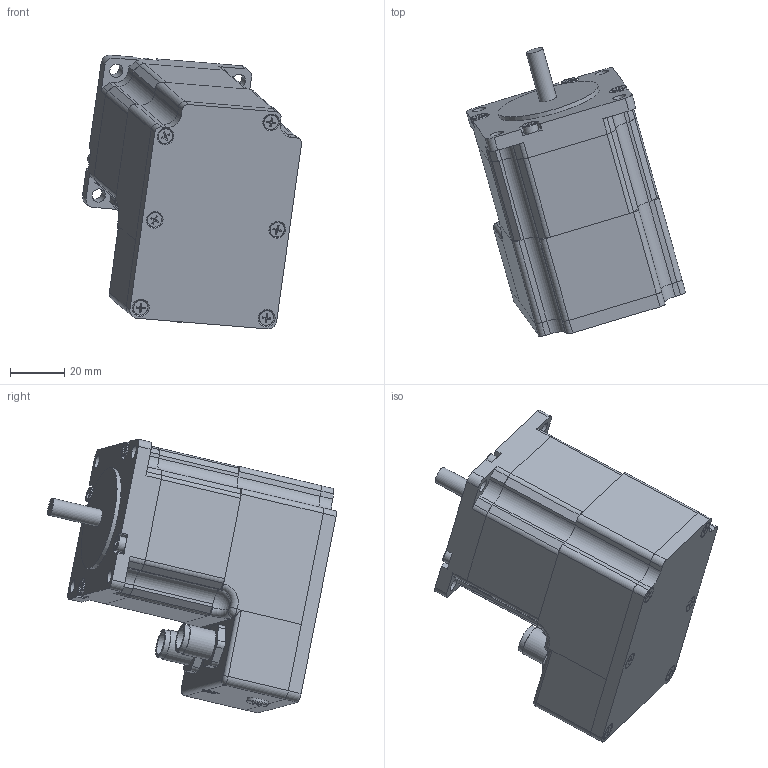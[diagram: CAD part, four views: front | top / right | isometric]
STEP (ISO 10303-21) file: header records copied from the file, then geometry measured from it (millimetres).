
FILE_DESCRIPTION((''),'2;1');
FILE_NAME('PD4-N5918M4204-IP.stp','2012-11-15T08:58:51',('wei_j'),(''),'Autodesk Inventor 2010','Autodesk Inventor 2010','');
FILE_SCHEMA(('AUTOMOTIVE_DESIGN { 1 0 10303 214 1 1 1 1 }'));
Length unit declared in the file: millimetre
Products named in the file (1): PD4-N5918M4204-IP
Bounding box: 80.43 x 106.02 x 100.54 mm (x, y, z)
Volume: 186599.9 mm3; surface area: 54431.2 mm2
Topology: 8 solids, 8 shells, 745 faces, 1875 edges, 1192 vertices
Faces by surface type: plane 336, cylinder 231, cone 117, torus 38, bspline 21, sphere 2
Full cylindrical faces by diameter (mm): 1 x22, 1.3 x2, 1.5 x2, 2 x6, 2.1 x2, 2.5 x6, 2.693 x7, 3 x11, 3.4 x6, 5 x4, 5.5 x11, 6 x1, 6.35 x1, 8 x1, 8.2 x2, 10 x2, 10.4 x2, 11 x2, 16.5 x1, 22 x1, 34.9 x1, 38.1 x1
Entity records: 22854 total; most frequent: CARTESIAN_POINT 5301, DIRECTION 3566, ORIENTED_EDGE 3294, EDGE_CURVE 1647, AXIS2_PLACEMENT_3D 1375, VERTEX_POINT 1137, EDGE_LOOP 996, VECTOR 816
